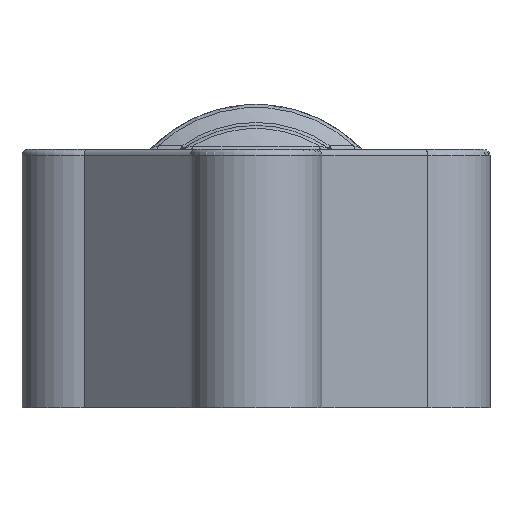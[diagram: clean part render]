
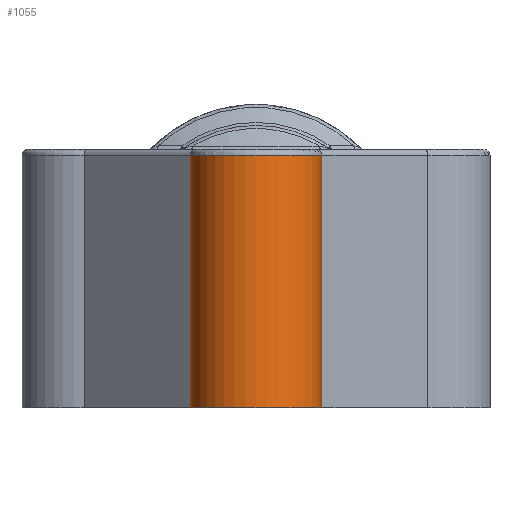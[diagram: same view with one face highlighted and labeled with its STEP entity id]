
A CAD part, front view. The second image highlights one B-rep face of the part: STEP entity #1055.
In plain terms, the highlighted cylindrical face has radius 11 mm (diameter 22 mm), a partial arc.
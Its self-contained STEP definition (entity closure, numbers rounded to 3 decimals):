
#72=LINE('',#2071,#124);
#75=LINE('',#2077,#127);
#124=VECTOR('',#1353,1000.);
#127=VECTOR('',#1358,1000.);
#179=CYLINDRICAL_SURFACE('',#1168,11.);
#224=CIRCLE('',#1169,11.);
#225=CIRCLE('',#1170,11.);
#354=ORIENTED_EDGE('',*,*,#644,.F.);
#355=ORIENTED_EDGE('',*,*,#645,.T.);
#356=ORIENTED_EDGE('',*,*,#641,.T.);
#357=ORIENTED_EDGE('',*,*,#646,.T.);
#641=EDGE_CURVE('',#783,#784,#72,.T.);
#644=EDGE_CURVE('',#785,#786,#75,.T.);
#645=EDGE_CURVE('',#785,#783,#224,.T.);
#646=EDGE_CURVE('',#784,#786,#225,.T.);
#783=VERTEX_POINT('',#2072);
#784=VERTEX_POINT('',#2073);
#785=VERTEX_POINT('',#2078);
#786=VERTEX_POINT('',#2079);
#888=EDGE_LOOP('',(#354,#355,#356,#357));
#974=FACE_BOUND('',#888,.T.);
#1055=ADVANCED_FACE('',(#974),#179,.T.);
#1168=AXIS2_PLACEMENT_3D('',#2076,#1356,#1357);
#1169=AXIS2_PLACEMENT_3D('',#2080,#1359,#1360);
#1170=AXIS2_PLACEMENT_3D('',#2081,#1361,#1362);
#1353=DIRECTION('',(0.,0.,-1.));
#1356=DIRECTION('',(0.,0.,-1.));
#1357=DIRECTION('',(-1.,0.,0.));
#1358=DIRECTION('',(0.,0.,-1.));
#1359=DIRECTION('',(0.,0.,-1.));
#1360=DIRECTION('',(1.,0.,0.));
#1361=DIRECTION('',(0.,0.,1.));
#1362=DIRECTION('',(1.,0.,0.));
#2071=CARTESIAN_POINT('',(-10.983,-28.615,43.));
#2072=CARTESIAN_POINT('',(-10.983,-28.615,42.));
#2073=CARTESIAN_POINT('',(-10.983,-28.615,0.));
#2076=CARTESIAN_POINT('',(0.,-28.,43.));
#2077=CARTESIAN_POINT('',(10.983,-28.615,43.));
#2078=CARTESIAN_POINT('',(10.983,-28.615,42.));
#2079=CARTESIAN_POINT('',(10.983,-28.615,0.));
#2080=CARTESIAN_POINT('',(0.,-28.,42.));
#2081=CARTESIAN_POINT('',(0.,-28.,0.));
